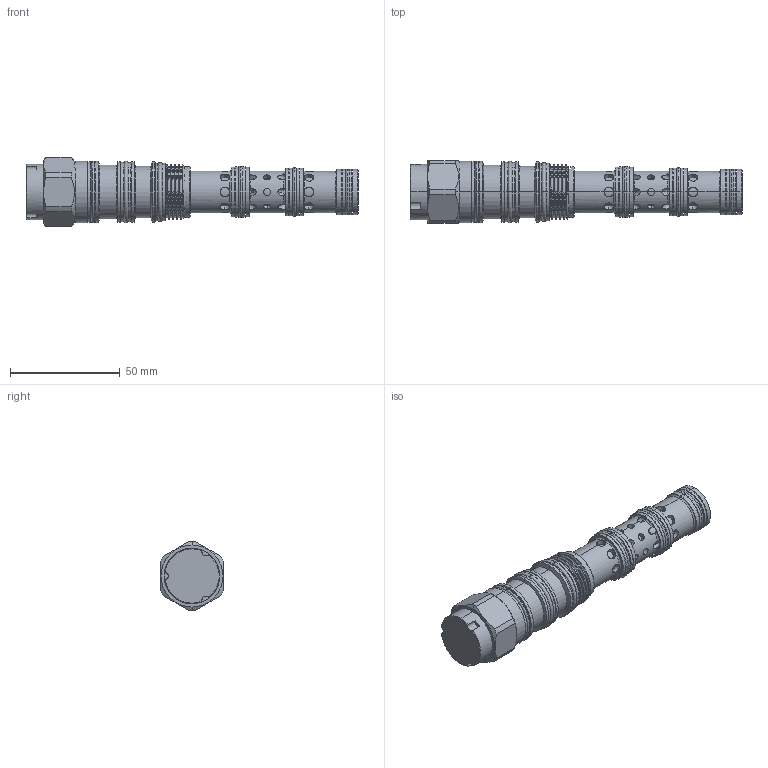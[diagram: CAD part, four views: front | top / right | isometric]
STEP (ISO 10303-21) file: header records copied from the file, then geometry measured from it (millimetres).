
FILE_DESCRIPTION (( 'STEP AP203' ), '1' );
FILE_NAME ('DC62A6E23-N.STEP', '2020-03-19T00:57:47', ( '' ), ( '' ), 'SwSTEP 2.0', 'SolidWorks 2018', '' );
FILE_SCHEMA (( 'CONFIG_CONTROL_DESIGN' ));
Length unit declared in the file: millimetre
Products named in the file (1): DC62A6E23-N
Bounding box: 150.95 x 28.57 x 31.6 mm (x, y, z)
Volume: 60163.8 mm3; surface area: 21040.7 mm2
Topology: 7 solids, 7 shells, 424 faces, 1014 edges, 639 vertices
Faces by surface type: cylinder 264, plane 56, torus 55, cone 39, bspline 10
Entity records: 17316 total; most frequent: CARTESIAN_POINT 7846, ORIENTED_EDGE 2028, DIRECTION 1889, EDGE_CURVE 1014, AXIS2_PLACEMENT_3D 810, VERTEX_POINT 639, EDGE_LOOP 473, FACE_OUTER_BOUND 424
